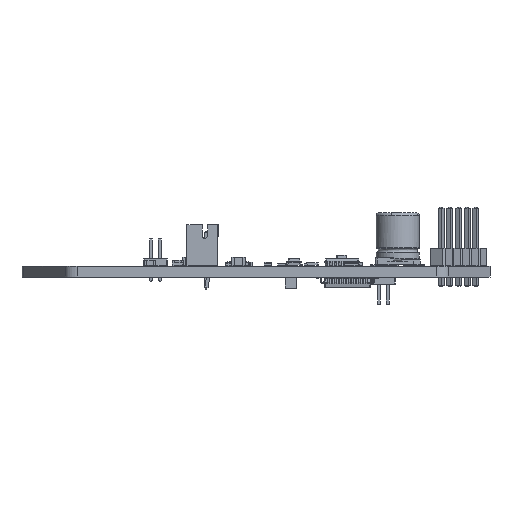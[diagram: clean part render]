
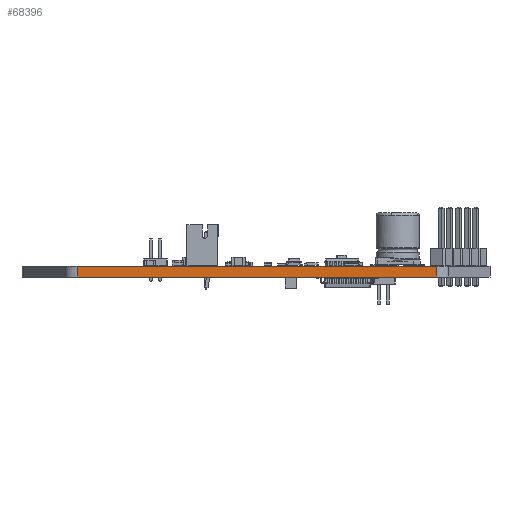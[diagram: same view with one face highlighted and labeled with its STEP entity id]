
A CAD part, front view. The second image highlights one B-rep face of the part: STEP entity #68396.
In plain terms, the highlighted planar face has unit normal (0, -1, 0).
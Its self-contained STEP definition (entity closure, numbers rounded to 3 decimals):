
#66641 = VERTEX_POINT('',#66642);
#66642 = CARTESIAN_POINT('',(123.189,-122.393,0.));
#66649 = EDGE_CURVE('',#66650,#66641,#66652,.T.);
#66650 = VERTEX_POINT('',#66651);
#66651 = CARTESIAN_POINT('',(175.589,-122.393,0.));
#66652 = LINE('',#66653,#66654);
#66653 = CARTESIAN_POINT('',(175.589,-122.393,0.));
#66654 = VECTOR('',#66655,1.);
#66655 = DIRECTION('',(-1.,0.,0.));
#67506 = VERTEX_POINT('',#67507);
#67507 = CARTESIAN_POINT('',(123.189,-122.393,1.6));
#67514 = EDGE_CURVE('',#67515,#67506,#67517,.T.);
#67515 = VERTEX_POINT('',#67516);
#67516 = CARTESIAN_POINT('',(175.589,-122.393,1.6));
#67517 = LINE('',#67518,#67519);
#67518 = CARTESIAN_POINT('',(175.589,-122.393,1.6));
#67519 = VECTOR('',#67520,1.);
#67520 = DIRECTION('',(-1.,0.,0.));
#68368 = EDGE_CURVE('',#66650,#67515,#68369,.T.);
#68369 = LINE('',#68370,#68371);
#68370 = CARTESIAN_POINT('',(175.589,-122.393,0.));
#68371 = VECTOR('',#68372,1.);
#68372 = DIRECTION('',(0.,0.,1.));
#68396 = ADVANCED_FACE('',(#68397),#68408,.T.);
#68397 = FACE_BOUND('',#68398,.T.);
#68398 = EDGE_LOOP('',(#68399,#68400,#68401,#68407));
#68399 = ORIENTED_EDGE('',*,*,#68368,.T.);
#68400 = ORIENTED_EDGE('',*,*,#67514,.T.);
#68401 = ORIENTED_EDGE('',*,*,#68402,.F.);
#68402 = EDGE_CURVE('',#66641,#67506,#68403,.T.);
#68403 = LINE('',#68404,#68405);
#68404 = CARTESIAN_POINT('',(123.189,-122.393,0.));
#68405 = VECTOR('',#68406,1.);
#68406 = DIRECTION('',(0.,0.,1.));
#68407 = ORIENTED_EDGE('',*,*,#66649,.F.);
#68408 = PLANE('',#68409);
#68409 = AXIS2_PLACEMENT_3D('',#68410,#68411,#68412);
#68410 = CARTESIAN_POINT('',(175.589,-122.393,0.));
#68411 = DIRECTION('',(0.,-1.,0.));
#68412 = DIRECTION('',(-1.,0.,0.));
